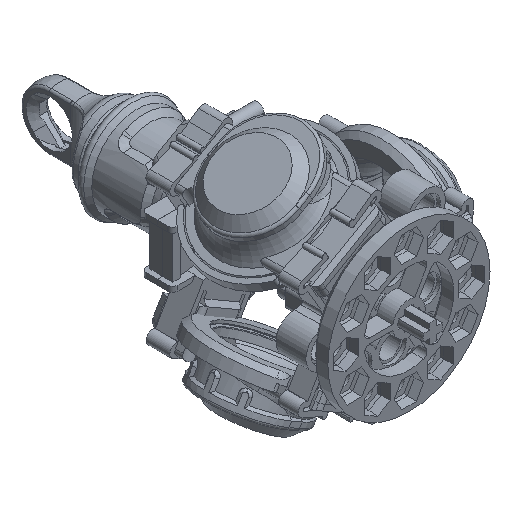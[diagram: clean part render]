
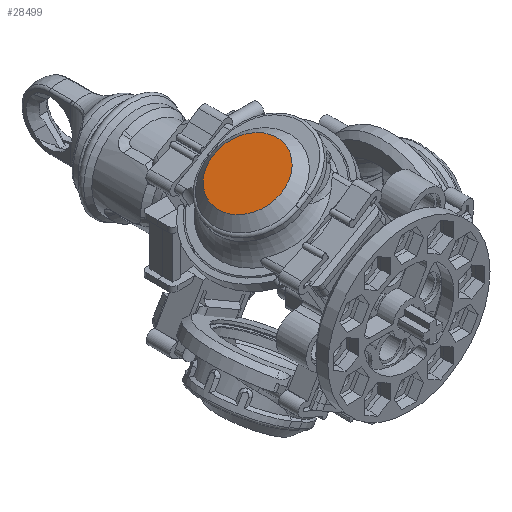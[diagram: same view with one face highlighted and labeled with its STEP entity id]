
A CAD part, isometric view. The second image highlights one B-rep face of the part: STEP entity #28499.
In plain terms, the highlighted face is planar.
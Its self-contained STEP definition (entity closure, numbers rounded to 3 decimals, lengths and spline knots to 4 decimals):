
#1804=CIRCLE('',#30675,7.8858);
#3416=FACE_OUTER_BOUND('',#5039,.T.);
#5039=EDGE_LOOP('',(#22716));
#12683=VERTEX_POINT('',#48681);
#16199=EDGE_CURVE('',#12683,#12683,#1804,.T.);
#22716=ORIENTED_EDGE('',*,*,#16199,.T.);
#27293=PLANE('',#30700);
#28499=ADVANCED_FACE('',(#3416),#27293,.F.);
#30675=AXIS2_PLACEMENT_3D('',#48682,#35945,#35946);
#30700=AXIS2_PLACEMENT_3D('',#48913,#35999,#36000);
#35945=DIRECTION('center_axis',(1.,0.,0.));
#35946=DIRECTION('ref_axis',(0.,0.,1.));
#35999=DIRECTION('center_axis',(-1.,0.,0.));
#36000=DIRECTION('ref_axis',(0.,0.,1.));
#48681=CARTESIAN_POINT('',(30.6,-17.9,-7.8858));
#48682=CARTESIAN_POINT('Origin',(30.6,-17.9,0.));
#48913=CARTESIAN_POINT('Origin',(30.6,-17.9,0.));
